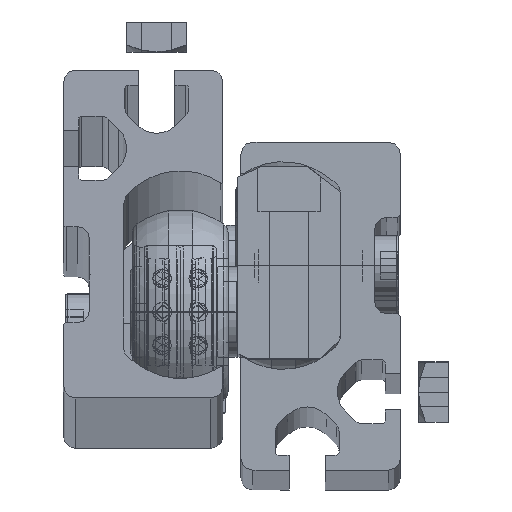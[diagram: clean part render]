
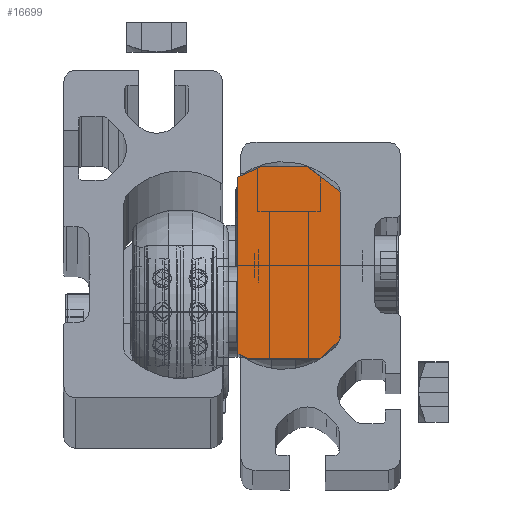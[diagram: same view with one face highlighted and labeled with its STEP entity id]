
A CAD part, top view. The second image highlights one B-rep face of the part: STEP entity #16699.
In plain terms, the highlighted face is planar.
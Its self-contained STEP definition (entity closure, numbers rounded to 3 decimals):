
#808 = DIRECTION ( 'NONE',  ( 0., -0.423, -0.906 ) ) ;
#1308 = VERTEX_POINT ( 'NONE', #16048 ) ;
#1830 = ORIENTED_EDGE ( 'NONE', *, *, #12459, .F. ) ;
#1831 = ORIENTED_EDGE ( 'NONE', *, *, #11560, .T. ) ;
#2019 = EDGE_LOOP ( 'NONE', ( #20004, #1830, #19529, #12939, #15011, #7692, #6974, #1831 ) ) ;
#2250 = VERTEX_POINT ( 'NONE', #11847 ) ;
#2404 = LINE ( 'NONE', #8735, #9200 ) ;
#2411 = CARTESIAN_POINT ( 'NONE',  ( -19., 1.5, 22.2 ) ) ;
#2558 = DIRECTION ( 'NONE',  ( 0., 0.616, -0.788 ) ) ;
#2777 = VECTOR ( 'NONE', #14051, 1000. ) ;
#3209 = EDGE_CURVE ( 'NONE', #1308, #7081, #17375, .T. ) ;
#4575 = CARTESIAN_POINT ( 'NONE',  ( -19., -15.5, 5.2 ) ) ;
#5175 = VERTEX_POINT ( 'NONE', #12533 ) ;
#5199 = VECTOR ( 'NONE', #16281, 1000. ) ;
#5632 = LINE ( 'NONE', #12042, #14807 ) ;
#5755 = VECTOR ( 'NONE', #7119, 1000. ) ;
#6532 = EDGE_CURVE ( 'NONE', #18252, #7081, #2404, .T. ) ;
#6752 = LINE ( 'NONE', #17860, #5199 ) ;
#6974 = ORIENTED_EDGE ( 'NONE', *, *, #14332, .F. ) ;
#7081 = VERTEX_POINT ( 'NONE', #17468 ) ;
#7119 = DIRECTION ( 'NONE',  ( 0., -0.707, -0.707 ) ) ;
#7217 = CARTESIAN_POINT ( 'NONE',  ( -19., -12.2, 8.5 ) ) ;
#7397 = VECTOR ( 'NONE', #808, 1000. ) ;
#7692 = ORIENTED_EDGE ( 'NONE', *, *, #6532, .F. ) ;
#8330 = CARTESIAN_POINT ( 'NONE',  ( -19., -14.661, -8.5 ) ) ;
#8735 = CARTESIAN_POINT ( 'NONE',  ( -19., -15.5, 5.2 ) ) ;
#8740 = DIRECTION ( 'NONE',  ( 0., 0., 1. ) ) ;
#8783 = AXIS2_PLACEMENT_3D ( 'NONE', #2411, #15060, #8740 ) ;
#8988 = VERTEX_POINT ( 'NONE', #15815 ) ;
#9200 = VECTOR ( 'NONE', #15057, 1000. ) ;
#10131 = LINE ( 'NONE', #7217, #5755 ) ;
#11560 = EDGE_CURVE ( 'NONE', #13741, #8988, #6752, .T. ) ;
#11574 = CARTESIAN_POINT ( 'NONE',  ( -19., 16.5, -4.6 ) ) ;
#11847 = CARTESIAN_POINT ( 'NONE',  ( -19., 14.681, -8.5 ) ) ;
#11935 = DIRECTION ( 'NONE',  ( 0., 0., 1. ) ) ;
#12042 = CARTESIAN_POINT ( 'NONE',  ( -19., 16.5, -4.6 ) ) ;
#12129 = EDGE_CURVE ( 'NONE', #2250, #1308, #19372, .T. ) ;
#12459 = EDGE_CURVE ( 'NONE', #5175, #17033, #5632, .T. ) ;
#12533 = CARTESIAN_POINT ( 'NONE',  ( -19., 16.5, -4.6 ) ) ;
#12939 = ORIENTED_EDGE ( 'NONE', *, *, #12129, .T. ) ;
#13741 = VERTEX_POINT ( 'NONE', #14604 ) ;
#14051 = DIRECTION ( 'NONE',  ( 0., -0.423, 0.906 ) ) ;
#14322 = EDGE_CURVE ( 'NONE', #5175, #2250, #14986, .T. ) ;
#14332 = EDGE_CURVE ( 'NONE', #13741, #18252, #10131, .T. ) ;
#14371 = EDGE_CURVE ( 'NONE', #8988, #17033, #19907, .T. ) ;
#14604 = CARTESIAN_POINT ( 'NONE',  ( -19., -12.2, 8.5 ) ) ;
#14647 = PLANE ( 'NONE',  #8783 ) ;
#14807 = VECTOR ( 'NONE', #11935, 1000. ) ;
#14986 = LINE ( 'NONE', #11574, #7397 ) ;
#15003 = VECTOR ( 'NONE', #2558, 1000. ) ;
#15011 = ORIENTED_EDGE ( 'NONE', *, *, #3209, .T. ) ;
#15057 = DIRECTION ( 'NONE',  ( 0., 0., -1. ) ) ;
#15060 = DIRECTION ( 'NONE',  ( -1., 0., 0. ) ) ;
#15372 = DIRECTION ( 'NONE',  ( 0., -1., 0. ) ) ;
#15815 = CARTESIAN_POINT ( 'NONE',  ( -19., 12.203, 8.5 ) ) ;
#16048 = CARTESIAN_POINT ( 'NONE',  ( -19., -14.661, -8.5 ) ) ;
#16191 = FACE_OUTER_BOUND ( 'NONE', #2019, .T. ) ;
#16281 = DIRECTION ( 'NONE',  ( 0., 1., 0. ) ) ;
#16699 = ADVANCED_FACE ( 'NONE', ( #16191 ), #14647, .T. ) ;
#17033 = VERTEX_POINT ( 'NONE', #18304 ) ;
#17375 = LINE ( 'NONE', #8330, #2777 ) ;
#17468 = CARTESIAN_POINT ( 'NONE',  ( -19., -15.5, -6.7 ) ) ;
#17776 = VECTOR ( 'NONE', #15372, 1000. ) ;
#17860 = CARTESIAN_POINT ( 'NONE',  ( -19., -12.2, 8.5 ) ) ;
#18094 = CARTESIAN_POINT ( 'NONE',  ( -19., 14.681, -8.5 ) ) ;
#18252 = VERTEX_POINT ( 'NONE', #4575 ) ;
#18304 = CARTESIAN_POINT ( 'NONE',  ( -19., 16.5, 3. ) ) ;
#19372 = LINE ( 'NONE', #18094, #17776 ) ;
#19529 = ORIENTED_EDGE ( 'NONE', *, *, #14322, .T. ) ;
#19907 = LINE ( 'NONE', #20123, #15003 ) ;
#20004 = ORIENTED_EDGE ( 'NONE', *, *, #14371, .T. ) ;
#20123 = CARTESIAN_POINT ( 'NONE',  ( -19., 12.203, 8.5 ) ) ;
